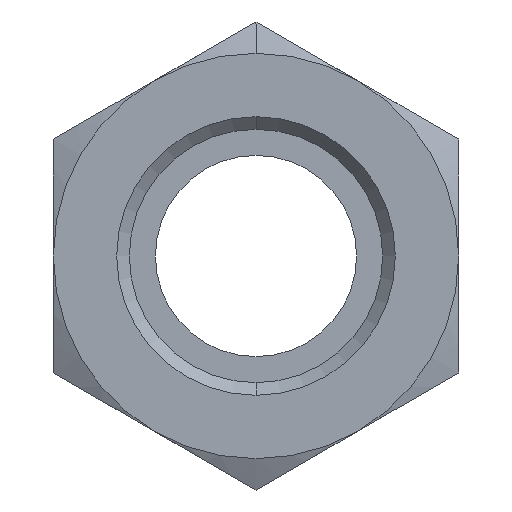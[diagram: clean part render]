
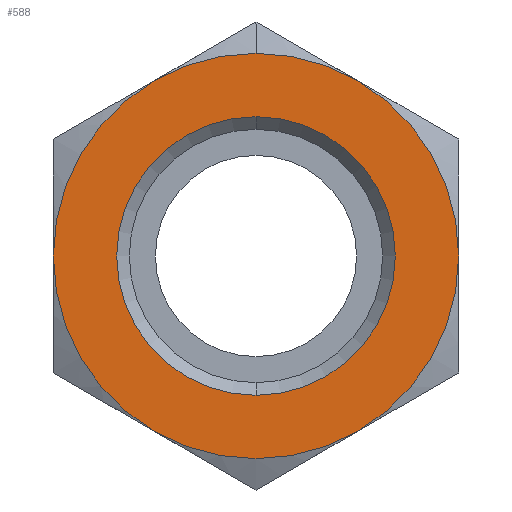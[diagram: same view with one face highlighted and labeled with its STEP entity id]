
A CAD part, front view. The second image highlights one B-rep face of the part: STEP entity #588.
In plain terms, the highlighted planar face has unit normal (0, -1, 0).
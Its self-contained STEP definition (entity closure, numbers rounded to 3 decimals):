
#27 = CIRCLE ( 'NONE', #306, 4. ) ;
#36 = DIRECTION ( 'NONE',  ( 0., 0., -1. ) ) ;
#39 = EDGE_CURVE ( 'NONE', #61, #831, #1108, .T. ) ;
#49 = CARTESIAN_POINT ( 'NONE',  ( 2., 0., -3.464 ) ) ;
#57 = EDGE_LOOP ( 'NONE', ( #907, #819 ) ) ;
#61 = VERTEX_POINT ( 'NONE', #169 ) ;
#63 = CARTESIAN_POINT ( 'NONE',  ( 2., 0., 3.464 ) ) ;
#65 = DIRECTION ( 'NONE',  ( 0., 0., -1. ) ) ;
#83 = CARTESIAN_POINT ( 'NONE',  ( 0., 0., 0. ) ) ;
#105 = ORIENTED_EDGE ( 'NONE', *, *, #837, .T. ) ;
#107 = AXIS2_PLACEMENT_3D ( 'NONE', #598, #764, #36 ) ;
#109 = DIRECTION ( 'NONE',  ( 0., 0., -1. ) ) ;
#120 = AXIS2_PLACEMENT_3D ( 'NONE', #447, #1011, #1200 ) ;
#142 = EDGE_CURVE ( 'NONE', #226, #1066, #715, .T. ) ;
#162 = DIRECTION ( 'NONE',  ( 0., 0., -1. ) ) ;
#169 = CARTESIAN_POINT ( 'NONE',  ( 0., 0., 4. ) ) ;
#177 = CARTESIAN_POINT ( 'NONE',  ( -2., 0., 3.464 ) ) ;
#226 = VERTEX_POINT ( 'NONE', #687 ) ;
#236 = EDGE_CURVE ( 'NONE', #269, #604, #830, .T. ) ;
#251 = CARTESIAN_POINT ( 'NONE',  ( 0., 0., 0. ) ) ;
#253 = CIRCLE ( 'NONE', #1019, 4. ) ;
#259 = DIRECTION ( 'NONE',  ( 0., -1., 0. ) ) ;
#265 = CIRCLE ( 'NONE', #1116, 2.75 ) ;
#269 = VERTEX_POINT ( 'NONE', #307 ) ;
#280 = EDGE_CURVE ( 'NONE', #828, #1016, #355, .T. ) ;
#292 = AXIS2_PLACEMENT_3D ( 'NONE', #901, #636, #812 ) ;
#306 = AXIS2_PLACEMENT_3D ( 'NONE', #251, #640, #823 ) ;
#307 = CARTESIAN_POINT ( 'NONE',  ( 0., 0., 2.75 ) ) ;
#310 = AXIS2_PLACEMENT_3D ( 'NONE', #1189, #615, #65 ) ;
#355 = CIRCLE ( 'NONE', #107, 4. ) ;
#404 = EDGE_CURVE ( 'NONE', #831, #569, #535, .T. ) ;
#447 = CARTESIAN_POINT ( 'NONE',  ( 0., 0., 0. ) ) ;
#466 = PLANE ( 'NONE',  #662 ) ;
#470 = CARTESIAN_POINT ( 'NONE',  ( -4., 0., -6.928 ) ) ;
#479 = FACE_OUTER_BOUND ( 'NONE', #752, .T. ) ;
#481 = CARTESIAN_POINT ( 'NONE',  ( 0., 0., 0. ) ) ;
#483 = AXIS2_PLACEMENT_3D ( 'NONE', #498, #509, #1071 ) ;
#498 = CARTESIAN_POINT ( 'NONE',  ( 0., 0., 0. ) ) ;
#509 = DIRECTION ( 'NONE',  ( 0., 1., 0. ) ) ;
#535 = CIRCLE ( 'NONE', #310, 4. ) ;
#541 = EDGE_CURVE ( 'NONE', #1016, #61, #27, .T. ) ;
#552 = ORIENTED_EDGE ( 'NONE', *, *, #280, .T. ) ;
#569 = VERTEX_POINT ( 'NONE', #938 ) ;
#588 = ADVANCED_FACE ( 'NONE', ( #774, #479 ), #466, .F. ) ;
#598 = CARTESIAN_POINT ( 'NONE',  ( 0., 0., 0. ) ) ;
#604 = VERTEX_POINT ( 'NONE', #1038 ) ;
#615 = DIRECTION ( 'NONE',  ( 0., -1., 0. ) ) ;
#623 = AXIS2_PLACEMENT_3D ( 'NONE', #83, #259, #162 ) ;
#636 = DIRECTION ( 'NONE',  ( 0., -1., 0. ) ) ;
#640 = DIRECTION ( 'NONE',  ( 0., -1., 0. ) ) ;
#661 = ORIENTED_EDGE ( 'NONE', *, *, #1148, .T. ) ;
#662 = AXIS2_PLACEMENT_3D ( 'NONE', #470, #1026, #1122 ) ;
#687 = CARTESIAN_POINT ( 'NONE',  ( -2., 0., -3.464 ) ) ;
#715 = CIRCLE ( 'NONE', #623, 4. ) ;
#739 = DIRECTION ( 'NONE',  ( 0., -1., 0. ) ) ;
#752 = EDGE_LOOP ( 'NONE', ( #873, #833, #874, #661, #909, #105, #552 ) ) ;
#764 = DIRECTION ( 'NONE',  ( 0., -1., 0. ) ) ;
#771 = CIRCLE ( 'NONE', #120, 4. ) ;
#774 = FACE_BOUND ( 'NONE', #57, .T. ) ;
#812 = DIRECTION ( 'NONE',  ( 0., 0., -1. ) ) ;
#819 = ORIENTED_EDGE ( 'NONE', *, *, #236, .T. ) ;
#823 = DIRECTION ( 'NONE',  ( 0., 0., -1. ) ) ;
#828 = VERTEX_POINT ( 'NONE', #903 ) ;
#830 = CIRCLE ( 'NONE', #483, 2.75 ) ;
#831 = VERTEX_POINT ( 'NONE', #177 ) ;
#833 = ORIENTED_EDGE ( 'NONE', *, *, #39, .T. ) ;
#837 = EDGE_CURVE ( 'NONE', #1066, #828, #253, .T. ) ;
#873 = ORIENTED_EDGE ( 'NONE', *, *, #541, .T. ) ;
#874 = ORIENTED_EDGE ( 'NONE', *, *, #404, .T. ) ;
#901 = CARTESIAN_POINT ( 'NONE',  ( 0., 0., 0. ) ) ;
#903 = CARTESIAN_POINT ( 'NONE',  ( 4., 0., 0. ) ) ;
#907 = ORIENTED_EDGE ( 'NONE', *, *, #925, .T. ) ;
#909 = ORIENTED_EDGE ( 'NONE', *, *, #142, .T. ) ;
#925 = EDGE_CURVE ( 'NONE', #604, #269, #265, .T. ) ;
#933 = CARTESIAN_POINT ( 'NONE',  ( 0., 0., 0. ) ) ;
#938 = CARTESIAN_POINT ( 'NONE',  ( -4., 0., 0. ) ) ;
#946 = DIRECTION ( 'NONE',  ( 0., 0., 1. ) ) ;
#1011 = DIRECTION ( 'NONE',  ( 0., -1., 0. ) ) ;
#1016 = VERTEX_POINT ( 'NONE', #63 ) ;
#1019 = AXIS2_PLACEMENT_3D ( 'NONE', #481, #739, #109 ) ;
#1026 = DIRECTION ( 'NONE',  ( 0., 1., 0. ) ) ;
#1038 = CARTESIAN_POINT ( 'NONE',  ( 0., 0., -2.75 ) ) ;
#1066 = VERTEX_POINT ( 'NONE', #49 ) ;
#1071 = DIRECTION ( 'NONE',  ( 0., 0., 1. ) ) ;
#1108 = CIRCLE ( 'NONE', #292, 4. ) ;
#1116 = AXIS2_PLACEMENT_3D ( 'NONE', #933, #1150, #946 ) ;
#1122 = DIRECTION ( 'NONE',  ( 0., 0., 1. ) ) ;
#1148 = EDGE_CURVE ( 'NONE', #569, #226, #771, .T. ) ;
#1150 = DIRECTION ( 'NONE',  ( 0., 1., 0. ) ) ;
#1189 = CARTESIAN_POINT ( 'NONE',  ( 0., 0., 0. ) ) ;
#1200 = DIRECTION ( 'NONE',  ( 0., 0., -1. ) ) ;
